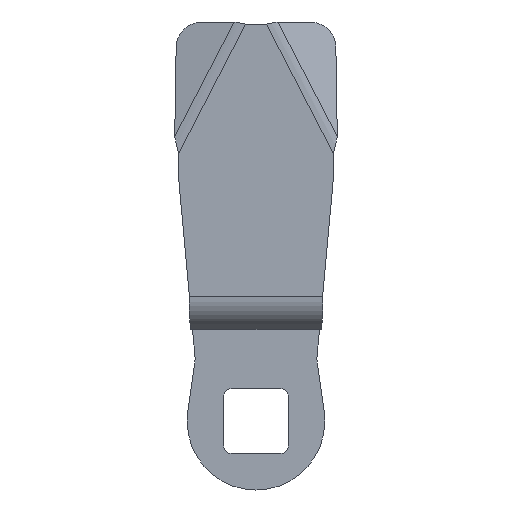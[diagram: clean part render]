
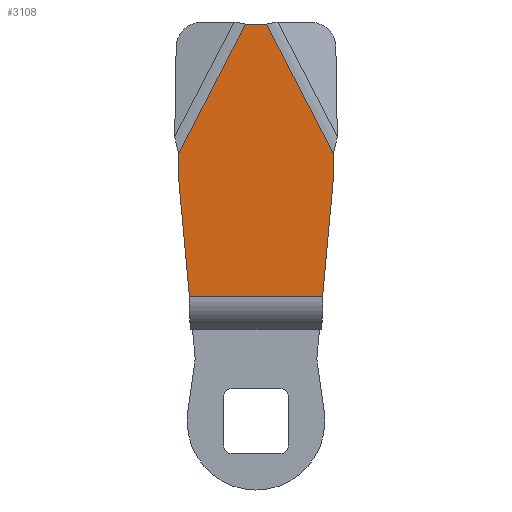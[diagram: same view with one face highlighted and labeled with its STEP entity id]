
A CAD part, front view. The second image highlights one B-rep face of the part: STEP entity #3108.
In plain terms, the highlighted planar face has unit normal (0, -1, 0).
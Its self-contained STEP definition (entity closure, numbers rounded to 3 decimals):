
#111 = CARTESIAN_POINT ( 'NONE',  ( -9.55, -4., 33. ) ) ;
#126 = LINE ( 'NONE', #395, #2948 ) ;
#145 = LINE ( 'NONE', #111, #1115 ) ;
#158 = DIRECTION ( 'NONE',  ( -1., 0., 0. ) ) ;
#272 = VECTOR ( 'NONE', #1870, 1000. ) ;
#302 = VERTEX_POINT ( 'NONE', #2303 ) ;
#316 = DIRECTION ( 'NONE',  ( 1., 0., 0. ) ) ;
#343 = VECTOR ( 'NONE', #158, 1000. ) ;
#367 = DIRECTION ( 'NONE',  ( 0., 1., 0. ) ) ;
#395 = CARTESIAN_POINT ( 'NONE',  ( -9.55, -4., 0. ) ) ;
#397 = VECTOR ( 'NONE', #316, 1000. ) ;
#435 = LINE ( 'NONE', #2099, #3591 ) ;
#549 = VERTEX_POINT ( 'NONE', #1158 ) ;
#642 = FACE_OUTER_BOUND ( 'NONE', #1887, .T. ) ;
#703 = CARTESIAN_POINT ( 'NONE',  ( 0., -4., 15.428 ) ) ;
#721 = LINE ( 'NONE', #1057, #272 ) ;
#790 = CARTESIAN_POINT ( 'NONE',  ( 9.55, -4., 0. ) ) ;
#811 = LINE ( 'NONE', #790, #3537 ) ;
#814 = ORIENTED_EDGE ( 'NONE', *, *, #1818, .F. ) ;
#1007 = DIRECTION ( 'NONE',  ( 0., 0., 1. ) ) ;
#1057 = CARTESIAN_POINT ( 'NONE',  ( 1.3, -4., 49. ) ) ;
#1115 = VECTOR ( 'NONE', #2643, 1000. ) ;
#1158 = CARTESIAN_POINT ( 'NONE',  ( 9.55, -4., 30. ) ) ;
#1246 = PLANE ( 'NONE',  #2422 ) ;
#1262 = DIRECTION ( 'NONE',  ( -0.091, 0., -0.996 ) ) ;
#1272 = LINE ( 'NONE', #703, #343 ) ;
#1412 = EDGE_CURVE ( 'NONE', #549, #2622, #435, .T. ) ;
#1485 = LINE ( 'NONE', #3389, #397 ) ;
#1506 = DIRECTION ( 'NONE',  ( 0., 0., 1. ) ) ;
#1557 = VERTEX_POINT ( 'NONE', #2747 ) ;
#1559 = CARTESIAN_POINT ( 'NONE',  ( -8.213, -4., 15.428 ) ) ;
#1709 = LINE ( 'NONE', #2061, #2652 ) ;
#1756 = VERTEX_POINT ( 'NONE', #2178 ) ;
#1818 = EDGE_CURVE ( 'NONE', #3551, #549, #811, .T. ) ;
#1858 = CARTESIAN_POINT ( 'NONE',  ( 9.55, -4., 33. ) ) ;
#1870 = DIRECTION ( 'NONE',  ( 0.458, 0., -0.889 ) ) ;
#1887 = EDGE_LOOP ( 'NONE', ( #2671, #814, #2173, #2799, #2157, #2527, #3017, #2214 ) ) ;
#2061 = CARTESIAN_POINT ( 'NONE',  ( -8.213, -4., 15.428 ) ) ;
#2099 = CARTESIAN_POINT ( 'NONE',  ( 9.55, -4., 30. ) ) ;
#2157 = ORIENTED_EDGE ( 'NONE', *, *, #3467, .F. ) ;
#2173 = ORIENTED_EDGE ( 'NONE', *, *, #2993, .F. ) ;
#2178 = CARTESIAN_POINT ( 'NONE',  ( 1.3, -4., 49. ) ) ;
#2214 = ORIENTED_EDGE ( 'NONE', *, *, #3643, .F. ) ;
#2303 = CARTESIAN_POINT ( 'NONE',  ( -9.55, -4., 30. ) ) ;
#2422 = AXIS2_PLACEMENT_3D ( 'NONE', #3361, #367, #1506 ) ;
#2473 = EDGE_CURVE ( 'NONE', #3459, #302, #1709, .T. ) ;
#2527 = ORIENTED_EDGE ( 'NONE', *, *, #2609, .F. ) ;
#2558 = EDGE_CURVE ( 'NONE', #1557, #1756, #1485, .T. ) ;
#2609 = EDGE_CURVE ( 'NONE', #302, #3316, #126, .T. ) ;
#2622 = VERTEX_POINT ( 'NONE', #3499 ) ;
#2643 = DIRECTION ( 'NONE',  ( 0.458, 0., 0.889 ) ) ;
#2652 = VECTOR ( 'NONE', #2886, 1000. ) ;
#2671 = ORIENTED_EDGE ( 'NONE', *, *, #1412, .F. ) ;
#2747 = CARTESIAN_POINT ( 'NONE',  ( -1.3, -4., 49. ) ) ;
#2799 = ORIENTED_EDGE ( 'NONE', *, *, #2558, .F. ) ;
#2886 = DIRECTION ( 'NONE',  ( -0.091, 0., 0.996 ) ) ;
#2948 = VECTOR ( 'NONE', #1007, 1000. ) ;
#2993 = EDGE_CURVE ( 'NONE', #1756, #3551, #721, .T. ) ;
#3017 = ORIENTED_EDGE ( 'NONE', *, *, #2473, .F. ) ;
#3108 = ADVANCED_FACE ( 'NONE', ( #642 ), #1246, .F. ) ;
#3119 = DIRECTION ( 'NONE',  ( 0., 0., -1. ) ) ;
#3316 = VERTEX_POINT ( 'NONE', #3444 ) ;
#3361 = CARTESIAN_POINT ( 'NONE',  ( 0., -4., 0. ) ) ;
#3389 = CARTESIAN_POINT ( 'NONE',  ( 0., -4., 49. ) ) ;
#3444 = CARTESIAN_POINT ( 'NONE',  ( -9.55, -4., 33. ) ) ;
#3459 = VERTEX_POINT ( 'NONE', #1559 ) ;
#3467 = EDGE_CURVE ( 'NONE', #3316, #1557, #145, .T. ) ;
#3499 = CARTESIAN_POINT ( 'NONE',  ( 8.213, -4., 15.428 ) ) ;
#3537 = VECTOR ( 'NONE', #3119, 1000. ) ;
#3551 = VERTEX_POINT ( 'NONE', #1858 ) ;
#3591 = VECTOR ( 'NONE', #1262, 1000. ) ;
#3643 = EDGE_CURVE ( 'NONE', #2622, #3459, #1272, .T. ) ;
